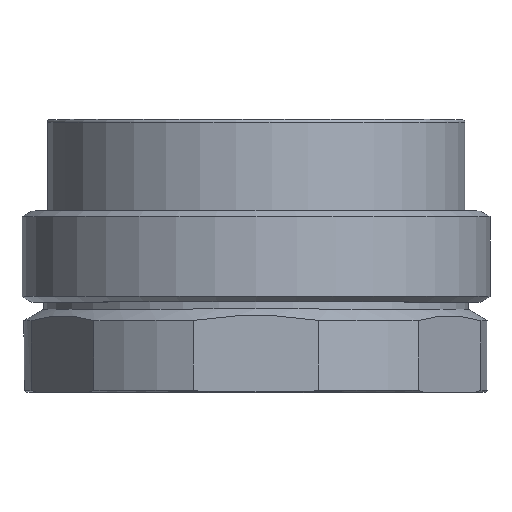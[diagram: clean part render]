
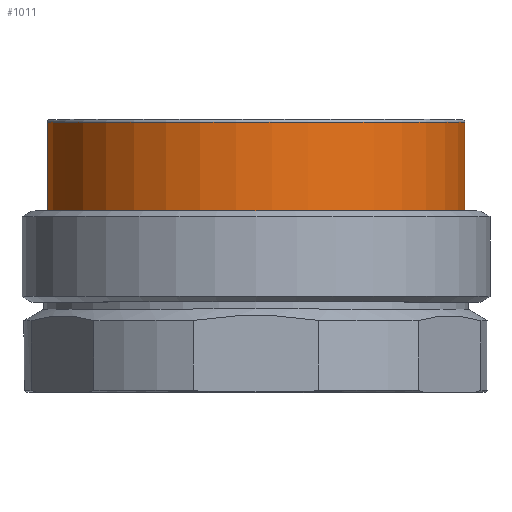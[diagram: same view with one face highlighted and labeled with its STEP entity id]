
A CAD part, top view. The second image highlights one B-rep face of the part: STEP entity #1011.
In plain terms, the highlighted cylindrical face has radius 58.293 mm (diameter 116.586 mm), a full revolution.
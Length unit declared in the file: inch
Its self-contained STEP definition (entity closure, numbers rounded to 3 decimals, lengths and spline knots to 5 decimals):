
#38=CYLINDRICAL_SURFACE('',#1106,2.295);
#60=LINE('',#1615,#104);
#104=VECTOR('',#1296,2.295);
#179=FACE_OUTER_BOUND('',#234,.T.);
#234=EDGE_LOOP('',(#685,#686,#687,#688,#689,#690,#691));
#303=CIRCLE('',#1107,2.295);
#304=CIRCLE('',#1108,2.295);
#305=CIRCLE('',#1109,2.295);
#306=CIRCLE('',#1110,2.295);
#307=CIRCLE('',#1111,2.295);
#392=VERTEX_POINT('',#1608);
#393=VERTEX_POINT('',#1609);
#394=VERTEX_POINT('',#1611);
#395=VERTEX_POINT('',#1614);
#396=VERTEX_POINT('',#1616);
#506=EDGE_CURVE('',#392,#393,#303,.T.);
#507=EDGE_CURVE('',#394,#392,#304,.T.);
#508=EDGE_CURVE('',#393,#394,#305,.T.);
#509=EDGE_CURVE('',#393,#395,#60,.T.);
#510=EDGE_CURVE('',#395,#396,#306,.T.);
#511=EDGE_CURVE('',#396,#395,#307,.T.);
#685=ORIENTED_EDGE('',*,*,#506,.F.);
#686=ORIENTED_EDGE('',*,*,#507,.F.);
#687=ORIENTED_EDGE('',*,*,#508,.F.);
#688=ORIENTED_EDGE('',*,*,#509,.T.);
#689=ORIENTED_EDGE('',*,*,#510,.T.);
#690=ORIENTED_EDGE('',*,*,#511,.T.);
#691=ORIENTED_EDGE('',*,*,#509,.F.);
#1011=ADVANCED_FACE('',(#179),#38,.T.);
#1106=AXIS2_PLACEMENT_3D('',#1607,#1288,#1289);
#1107=AXIS2_PLACEMENT_3D('',#1610,#1290,#1291);
#1108=AXIS2_PLACEMENT_3D('',#1612,#1292,#1293);
#1109=AXIS2_PLACEMENT_3D('',#1613,#1294,#1295);
#1110=AXIS2_PLACEMENT_3D('',#1617,#1297,#1298);
#1111=AXIS2_PLACEMENT_3D('',#1618,#1299,#1300);
#1288=DIRECTION('center_axis',(0.,1.,0.));
#1289=DIRECTION('ref_axis',(-0.902,0.,-0.432));
#1290=DIRECTION('center_axis',(0.,1.,0.));
#1291=DIRECTION('ref_axis',(0.902,0.,0.432));
#1292=DIRECTION('center_axis',(0.,1.,0.));
#1293=DIRECTION('ref_axis',(0.902,0.,0.432));
#1294=DIRECTION('center_axis',(0.,1.,0.));
#1295=DIRECTION('ref_axis',(0.902,0.,0.432));
#1296=DIRECTION('',(0.,-1.,0.));
#1297=DIRECTION('center_axis',(0.,1.,0.));
#1298=DIRECTION('ref_axis',(0.902,0.,0.432));
#1299=DIRECTION('center_axis',(0.,1.,0.));
#1300=DIRECTION('ref_axis',(0.902,0.,0.432));
#1607=CARTESIAN_POINT('Origin',(0.,1.3869,0.));
#1608=CARTESIAN_POINT('',(-2.0696,1.97128,-0.99186));
#1609=CARTESIAN_POINT('',(2.0696,1.97128,0.99186));
#1610=CARTESIAN_POINT('Origin',(0.,1.97128,0.));
#1611=CARTESIAN_POINT('',(0.99186,1.97128,-2.0696));
#1612=CARTESIAN_POINT('Origin',(0.,1.97128,0.));
#1613=CARTESIAN_POINT('Origin',(0.,1.97128,0.));
#1614=CARTESIAN_POINT('',(2.0696,0.80253,0.99186));
#1615=CARTESIAN_POINT('',(2.0696,1.3869,0.99186));
#1616=CARTESIAN_POINT('',(-2.0696,0.80253,-0.99186));
#1617=CARTESIAN_POINT('Origin',(0.,0.80253,
0.));
#1618=CARTESIAN_POINT('Origin',(0.,0.80253,
0.));
